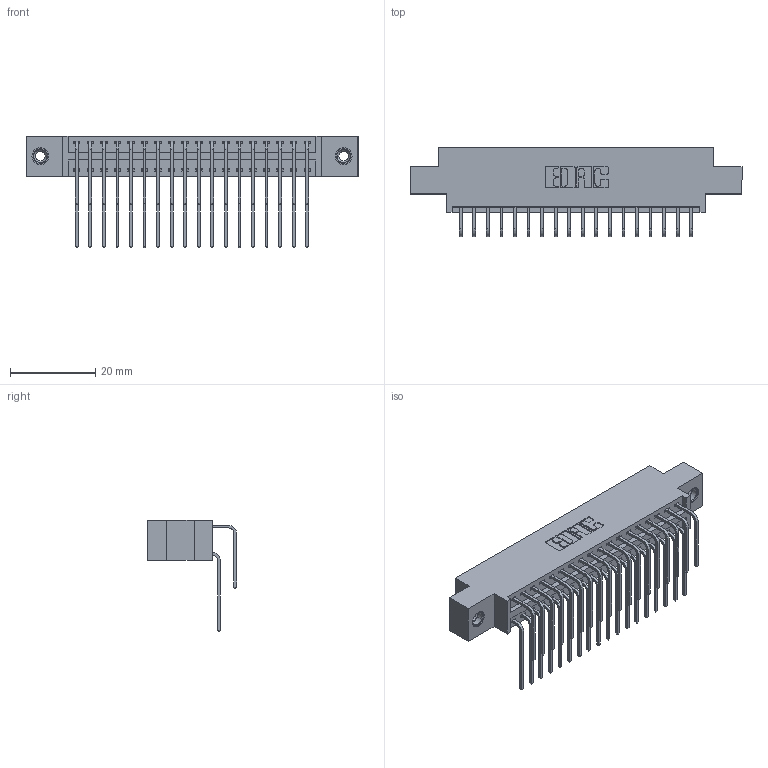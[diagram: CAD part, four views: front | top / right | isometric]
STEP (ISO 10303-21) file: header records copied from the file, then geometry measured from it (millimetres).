
FILE_DESCRIPTION (( 'STEP AP203' ), '1' );
FILE_NAME ('346-036-559-808.STEP', '2018-08-24T02:52:32', ( '' ), ( '' ), 'SwSTEP 2.0', 'SolidWorks 2016', '' );
FILE_SCHEMA (( 'CONFIG_CONTROL_DESIGN' ));
Length unit declared in the file: inch
Products named in the file (5): 346 Part_0.170 Offset - 0.156 Dia-TI; 345-292-001_558 559 Tail - 1; 345-292-001_559 Tail - 2; 345-250-001_345-250-003-102; 346-036-559-808
Assembly tree (39 placements, depth 2):
  346-036-559-808
    346 Part_0.170 Offset - 0.156 Dia-TI
    345-292-001_558 559 Tail - 1  x18
    345-292-001_559 Tail - 2  x18
    345-250-001_345-250-003-102  x2
Bounding box: 77.72 x 20.89 x 26.16 mm (x, y, z)
Volume: 7439.2 mm3; surface area: 11044.4 mm2
Topology: 39 solids, 39 shells, 2130 faces, 6273 edges, 4126 vertices
Faces by surface type: plane 1444, cylinder 670, cone 12, torus 4
Entity records: 18080 total; most frequent: CARTESIAN_POINT 3050, ORIENTED_EDGE 2926, DIRECTION 2737, EDGE_CURVE 1463, LINE 1199, VECTOR 1199, VERTEX_POINT 968, AXIS2_PLACEMENT_3D 769
